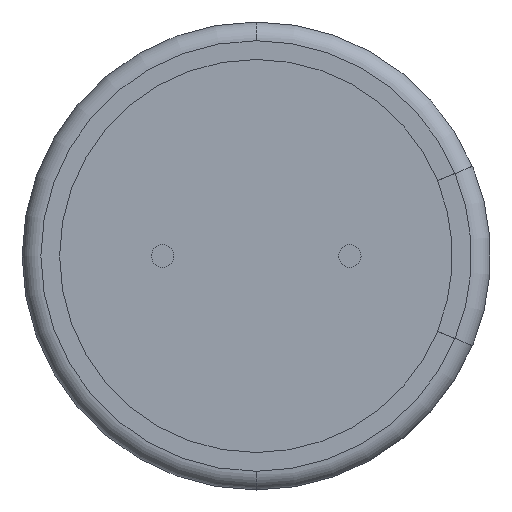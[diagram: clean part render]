
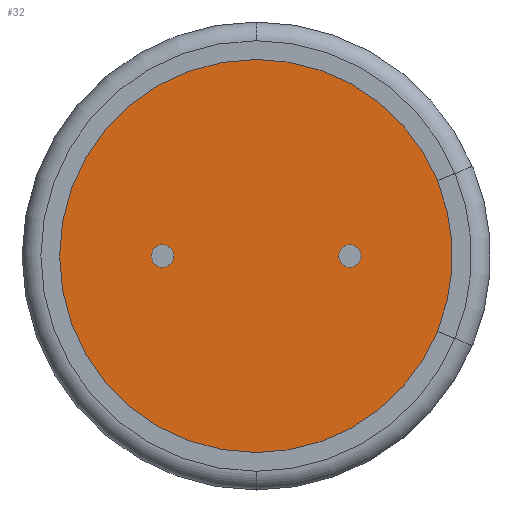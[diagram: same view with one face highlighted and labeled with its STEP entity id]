
A CAD part, front view. The second image highlights one B-rep face of the part: STEP entity #32.
In plain terms, the highlighted planar face has unit normal (0, -1, 0).
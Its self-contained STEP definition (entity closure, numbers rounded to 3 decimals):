
#5 = LINE ( 'NONE', #81, #1792 ) ;
#26 = CIRCLE ( 'NONE', #1910, 5.25 ) ;
#32 = ADVANCED_FACE ( 'NONE', ( #768, #304, #2081 ), #466, .T. ) ;
#48 = CARTESIAN_POINT ( 'NONE',  ( -2.5, 0.3, 0. ) ) ;
#81 = CARTESIAN_POINT ( 'NONE',  ( -0.001, 0.3, 0.004 ) ) ;
#90 = VERTEX_POINT ( 'NONE', #1350 ) ;
#180 = EDGE_LOOP ( 'NONE', ( #751, #1656 ) ) ;
#219 = DIRECTION ( 'NONE',  ( 0., 0., -1. ) ) ;
#231 = EDGE_CURVE ( 'NONE', #1640, #1613, #5, .T. ) ;
#275 = VERTEX_POINT ( 'NONE', #1295 ) ;
#302 = CARTESIAN_POINT ( 'NONE',  ( 0., 0.3, 0. ) ) ;
#304 = FACE_BOUND ( 'NONE', #180, .T. ) ;
#316 = VERTEX_POINT ( 'NONE', #599 ) ;
#326 = EDGE_CURVE ( 'NONE', #348, #1613, #1671, .T. ) ;
#348 = VERTEX_POINT ( 'NONE', #954 ) ;
#361 = DIRECTION ( 'NONE',  ( 0., -1., 0. ) ) ;
#411 = CARTESIAN_POINT ( 'NONE',  ( 0., 0.3, 0. ) ) ;
#414 = CARTESIAN_POINT ( 'NONE',  ( 2.5, 0.3, 0. ) ) ;
#466 = PLANE ( 'NONE',  #886 ) ;
#469 = CARTESIAN_POINT ( 'NONE',  ( 0., 0.3, 0. ) ) ;
#472 = DIRECTION ( 'NONE',  ( 0., 0., -1. ) ) ;
#504 = DIRECTION ( 'NONE',  ( -0.924, 0., 0.383 ) ) ;
#514 = DIRECTION ( 'NONE',  ( 0., -1., 0. ) ) ;
#574 = DIRECTION ( 'NONE',  ( 0., 0., -1. ) ) ;
#577 = DIRECTION ( 'NONE',  ( 0., 0., 1. ) ) ;
#599 = CARTESIAN_POINT ( 'NONE',  ( -2.5, 0.3, 0.3 ) ) ;
#604 = CARTESIAN_POINT ( 'NONE',  ( -0.01, 0.3, 0. ) ) ;
#638 = DIRECTION ( 'NONE',  ( 0., 0., -1. ) ) ;
#692 = EDGE_CURVE ( 'NONE', #90, #316, #1250, .T. ) ;
#720 = AXIS2_PLACEMENT_3D ( 'NONE', #414, #1608, #577 ) ;
#751 = ORIENTED_EDGE ( 'NONE', *, *, #1135, .F. ) ;
#768 = FACE_OUTER_BOUND ( 'NONE', #1041, .T. ) ;
#785 = ORIENTED_EDGE ( 'NONE', *, *, #326, .T. ) ;
#786 = DIRECTION ( 'NONE',  ( 0., 0., -1. ) ) ;
#796 = AXIS2_PLACEMENT_3D ( 'NONE', #1544, #514, #1724 ) ;
#831 = CIRCLE ( 'NONE', #1018, 5.25 ) ;
#865 = CARTESIAN_POINT ( 'NONE',  ( 2.5, 0.3, 0. ) ) ;
#886 = AXIS2_PLACEMENT_3D ( 'NONE', #302, #1503, #472 ) ;
#887 = ORIENTED_EDGE ( 'NONE', *, *, #1025, .T. ) ;
#911 = AXIS2_PLACEMENT_3D ( 'NONE', #865, #2069, #1039 ) ;
#949 = CIRCLE ( 'NONE', #1371, 5.25 ) ;
#954 = CARTESIAN_POINT ( 'NONE',  ( 4.84, 0.3, -2.009 ) ) ;
#1018 = AXIS2_PLACEMENT_3D ( 'NONE', #1383, #361, #1554 ) ;
#1025 = EDGE_CURVE ( 'NONE', #1640, #275, #26, .T. ) ;
#1039 = DIRECTION ( 'NONE',  ( 0., 0., 1. ) ) ;
#1041 = EDGE_LOOP ( 'NONE', ( #1526, #887, #2224, #1753, #2123, #785 ) ) ;
#1089 = AXIS2_PLACEMENT_3D ( 'NONE', #48, #1253, #219 ) ;
#1094 = CARTESIAN_POINT ( 'NONE',  ( 4.84, 0.3, 2.009 ) ) ;
#1135 = EDGE_CURVE ( 'NONE', #316, #90, #1744, .T. ) ;
#1142 = EDGE_CURVE ( 'NONE', #1989, #1397, #1339, .T. ) ;
#1143 = CIRCLE ( 'NONE', #720, 0.3 ) ;
#1150 = VERTEX_POINT ( 'NONE', #2057 ) ;
#1160 = EDGE_CURVE ( 'NONE', #275, #1150, #831, .T. ) ;
#1250 = CIRCLE ( 'NONE', #1089, 0.3 ) ;
#1253 = DIRECTION ( 'NONE',  ( 0., -1., 0. ) ) ;
#1291 = DIRECTION ( 'NONE',  ( -0.924, 0., -0.383 ) ) ;
#1295 = CARTESIAN_POINT ( 'NONE',  ( 0., 0.3, 5.25 ) ) ;
#1311 = AXIS2_PLACEMENT_3D ( 'NONE', #604, #1816, #786 ) ;
#1322 = EDGE_LOOP ( 'NONE', ( #2017, #1988 ) ) ;
#1339 = CIRCLE ( 'NONE', #911, 0.3 ) ;
#1350 = CARTESIAN_POINT ( 'NONE',  ( -2.5, 0.3, -0.3 ) ) ;
#1371 = AXIS2_PLACEMENT_3D ( 'NONE', #411, #1604, #574 ) ;
#1383 = CARTESIAN_POINT ( 'NONE',  ( 0., 0.3, 0. ) ) ;
#1397 = VERTEX_POINT ( 'NONE', #2180 ) ;
#1503 = DIRECTION ( 'NONE',  ( 0., -1., 0. ) ) ;
#1526 = ORIENTED_EDGE ( 'NONE', *, *, #231, .F. ) ;
#1541 = LINE ( 'NONE', #1709, #2006 ) ;
#1544 = CARTESIAN_POINT ( 'NONE',  ( -2.5, 0.3, 0. ) ) ;
#1554 = DIRECTION ( 'NONE',  ( 0., 0., -1. ) ) ;
#1602 = CARTESIAN_POINT ( 'NONE',  ( 4.849, 0.3, -2.013 ) ) ;
#1604 = DIRECTION ( 'NONE',  ( 0., -1., 0. ) ) ;
#1608 = DIRECTION ( 'NONE',  ( 0., -1., 0. ) ) ;
#1613 = VERTEX_POINT ( 'NONE', #1094 ) ;
#1640 = VERTEX_POINT ( 'NONE', #1951 ) ;
#1642 = VERTEX_POINT ( 'NONE', #1602 ) ;
#1656 = ORIENTED_EDGE ( 'NONE', *, *, #692, .F. ) ;
#1671 = CIRCLE ( 'NONE', #1311, 5.25 ) ;
#1672 = DIRECTION ( 'NONE',  ( 0., -1., 0. ) ) ;
#1709 = CARTESIAN_POINT ( 'NONE',  ( -0.001, 0.3, -0.004 ) ) ;
#1724 = DIRECTION ( 'NONE',  ( 0., 0., -1. ) ) ;
#1744 = CIRCLE ( 'NONE', #796, 0.3 ) ;
#1753 = ORIENTED_EDGE ( 'NONE', *, *, #2155, .T. ) ;
#1754 = EDGE_CURVE ( 'NONE', #1642, #348, #1541, .T. ) ;
#1792 = VECTOR ( 'NONE', #1291, 1000. ) ;
#1816 = DIRECTION ( 'NONE',  ( 0., -1., 0. ) ) ;
#1888 = CARTESIAN_POINT ( 'NONE',  ( 2.5, 0.3, -0.3 ) ) ;
#1910 = AXIS2_PLACEMENT_3D ( 'NONE', #469, #1672, #638 ) ;
#1940 = EDGE_CURVE ( 'NONE', #1397, #1989, #1143, .T. ) ;
#1951 = CARTESIAN_POINT ( 'NONE',  ( 4.849, 0.3, 2.013 ) ) ;
#1988 = ORIENTED_EDGE ( 'NONE', *, *, #1142, .F. ) ;
#1989 = VERTEX_POINT ( 'NONE', #1888 ) ;
#2006 = VECTOR ( 'NONE', #504, 1000. ) ;
#2017 = ORIENTED_EDGE ( 'NONE', *, *, #1940, .F. ) ;
#2057 = CARTESIAN_POINT ( 'NONE',  ( 0., 0.3, -5.25 ) ) ;
#2069 = DIRECTION ( 'NONE',  ( 0., -1., 0. ) ) ;
#2081 = FACE_BOUND ( 'NONE', #1322, .T. ) ;
#2123 = ORIENTED_EDGE ( 'NONE', *, *, #1754, .T. ) ;
#2155 = EDGE_CURVE ( 'NONE', #1150, #1642, #949, .T. ) ;
#2180 = CARTESIAN_POINT ( 'NONE',  ( 2.5, 0.3, 0.3 ) ) ;
#2224 = ORIENTED_EDGE ( 'NONE', *, *, #1160, .T. ) ;
